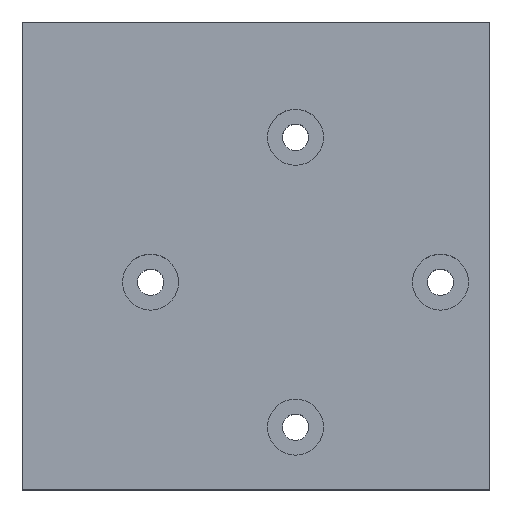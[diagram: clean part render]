
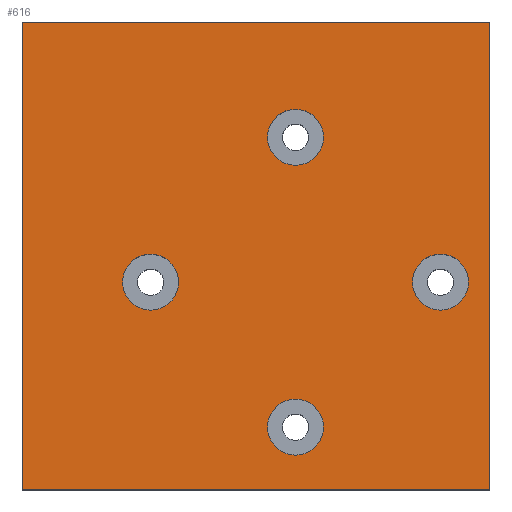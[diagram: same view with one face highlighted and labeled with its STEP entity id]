
A CAD part, top view. The second image highlights one B-rep face of the part: STEP entity #616.
In plain terms, the highlighted planar face has unit normal (0, 0, 1).
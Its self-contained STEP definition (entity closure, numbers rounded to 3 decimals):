
#9 = EDGE_CURVE ( 'NONE', #291, #33, #735, .T. ) ;
#10 = CARTESIAN_POINT ( 'NONE',  ( -44., 0., 50. ) ) ;
#11 = VECTOR ( 'NONE', #262, 1000. ) ;
#17 = LINE ( 'NONE', #714, #514 ) ;
#24 = VERTEX_POINT ( 'NONE', #347 ) ;
#32 = DIRECTION ( 'NONE',  ( 0., 0., 1. ) ) ;
#33 = VERTEX_POINT ( 'NONE', #356 ) ;
#35 = FACE_BOUND ( 'NONE', #278, .T. ) ;
#36 = ORIENTED_EDGE ( 'NONE', *, *, #383, .F. ) ;
#40 = AXIS2_PLACEMENT_3D ( 'NONE', #115, #759, #624 ) ;
#50 = VECTOR ( 'NONE', #366, 1000. ) ;
#59 = EDGE_LOOP ( 'NONE', ( #282, #36 ) ) ;
#60 = CARTESIAN_POINT ( 'NONE',  ( -83., -63., 50. ) ) ;
#61 = CARTESIAN_POINT ( 'NONE',  ( -83., 79., 50. ) ) ;
#71 = DIRECTION ( 'NONE',  ( 0., 1., 0. ) ) ;
#82 = EDGE_LOOP ( 'NONE', ( #810, #176, #172, #659 ) ) ;
#101 = CARTESIAN_POINT ( 'NONE',  ( -52.5, 0., 50. ) ) ;
#115 = CARTESIAN_POINT ( 'NONE',  ( 0., -44., 50. ) ) ;
#117 = VECTOR ( 'NONE', #71, 1000. ) ;
#122 = CARTESIAN_POINT ( 'NONE',  ( -83., -63., 50. ) ) ;
#125 = CARTESIAN_POINT ( 'NONE',  ( -44., 0., 50. ) ) ;
#127 = DIRECTION ( 'NONE',  ( 1., 0., 0. ) ) ;
#133 = DIRECTION ( 'NONE',  ( 0., -1., 0. ) ) ;
#138 = EDGE_CURVE ( 'NONE', #394, #731, #507, .T. ) ;
#140 = EDGE_CURVE ( 'NONE', #584, #720, #513, .T. ) ;
#148 = CARTESIAN_POINT ( 'NONE',  ( 59., 79., 50. ) ) ;
#160 = PLANE ( 'NONE',  #764 ) ;
#171 = CIRCLE ( 'NONE', #405, 8.5 ) ;
#172 = ORIENTED_EDGE ( 'NONE', *, *, #520, .T. ) ;
#176 = ORIENTED_EDGE ( 'NONE', *, *, #138, .T. ) ;
#181 = ORIENTED_EDGE ( 'NONE', *, *, #795, .F. ) ;
#183 = CARTESIAN_POINT ( 'NONE',  ( 44., 0., 50. ) ) ;
#185 = EDGE_CURVE ( 'NONE', #494, #320, #631, .T. ) ;
#195 = CARTESIAN_POINT ( 'NONE',  ( -8.5, -44., 50. ) ) ;
#213 = CARTESIAN_POINT ( 'NONE',  ( -35.5, 0., 50. ) ) ;
#251 = CARTESIAN_POINT ( 'NONE',  ( 35.5, 0., 50. ) ) ;
#255 = DIRECTION ( 'NONE',  ( 0., 0., 1. ) ) ;
#256 = CARTESIAN_POINT ( 'NONE',  ( -8.5, 44., 50. ) ) ;
#258 = EDGE_CURVE ( 'NONE', #320, #394, #17, .T. ) ;
#262 = DIRECTION ( 'NONE',  ( -1., 0., 0. ) ) ;
#272 = CARTESIAN_POINT ( 'NONE',  ( 59., 79., 50. ) ) ;
#273 = AXIS2_PLACEMENT_3D ( 'NONE', #700, #382, #127 ) ;
#274 = ORIENTED_EDGE ( 'NONE', *, *, #431, .F. ) ;
#278 = EDGE_LOOP ( 'NONE', ( #274, #477 ) ) ;
#282 = ORIENTED_EDGE ( 'NONE', *, *, #140, .F. ) ;
#291 = VERTEX_POINT ( 'NONE', #256 ) ;
#293 = DIRECTION ( 'NONE',  ( 1., 0., 0. ) ) ;
#305 = DIRECTION ( 'NONE',  ( 0., 0., 1. ) ) ;
#306 = EDGE_CURVE ( 'NONE', #463, #363, #579, .T. ) ;
#315 = DIRECTION ( 'NONE',  ( 1., 0., 0. ) ) ;
#320 = VERTEX_POINT ( 'NONE', #435 ) ;
#323 = CIRCLE ( 'NONE', #711, 8.5 ) ;
#345 = FACE_OUTER_BOUND ( 'NONE', #82, .T. ) ;
#347 = CARTESIAN_POINT ( 'NONE',  ( 52.5, 0., 50. ) ) ;
#356 = CARTESIAN_POINT ( 'NONE',  ( 8.5, 44., 50. ) ) ;
#357 = CARTESIAN_POINT ( 'NONE',  ( 0., 0., 50. ) ) ;
#363 = VERTEX_POINT ( 'NONE', #195 ) ;
#366 = DIRECTION ( 'NONE',  ( 1., 0., 0. ) ) ;
#375 = DIRECTION ( 'NONE',  ( 0., 0., 1. ) ) ;
#377 = CIRCLE ( 'NONE', #418, 8.5 ) ;
#378 = DIRECTION ( 'NONE',  ( 0., 0., 1. ) ) ;
#382 = DIRECTION ( 'NONE',  ( 0., 0., 1. ) ) ;
#383 = EDGE_CURVE ( 'NONE', #720, #584, #171, .T. ) ;
#392 = CIRCLE ( 'NONE', #580, 8.5 ) ;
#394 = VERTEX_POINT ( 'NONE', #60 ) ;
#395 = EDGE_CURVE ( 'NONE', #746, #24, #323, .T. ) ;
#404 = AXIS2_PLACEMENT_3D ( 'NONE', #547, #417, #673 ) ;
#405 = AXIS2_PLACEMENT_3D ( 'NONE', #10, #378, #744 ) ;
#413 = EDGE_LOOP ( 'NONE', ( #457, #670 ) ) ;
#417 = DIRECTION ( 'NONE',  ( 0., 0., 1. ) ) ;
#418 = AXIS2_PLACEMENT_3D ( 'NONE', #639, #255, #760 ) ;
#424 = CARTESIAN_POINT ( 'NONE',  ( 59., -63., 50. ) ) ;
#431 = EDGE_CURVE ( 'NONE', #24, #746, #377, .T. ) ;
#435 = CARTESIAN_POINT ( 'NONE',  ( -83., 79., 50. ) ) ;
#455 = LINE ( 'NONE', #148, #117 ) ;
#457 = ORIENTED_EDGE ( 'NONE', *, *, #656, .F. ) ;
#463 = VERTEX_POINT ( 'NONE', #560 ) ;
#470 = FACE_BOUND ( 'NONE', #683, .T. ) ;
#477 = ORIENTED_EDGE ( 'NONE', *, *, #395, .F. ) ;
#494 = VERTEX_POINT ( 'NONE', #272 ) ;
#507 = LINE ( 'NONE', #122, #50 ) ;
#513 = CIRCLE ( 'NONE', #620, 8.5 ) ;
#514 = VECTOR ( 'NONE', #133, 1000. ) ;
#520 = EDGE_CURVE ( 'NONE', #731, #494, #455, .T. ) ;
#542 = CIRCLE ( 'NONE', #40, 8.5 ) ;
#547 = CARTESIAN_POINT ( 'NONE',  ( 0., 44., 50. ) ) ;
#560 = CARTESIAN_POINT ( 'NONE',  ( 8.5, -44., 50. ) ) ;
#574 = ORIENTED_EDGE ( 'NONE', *, *, #306, .F. ) ;
#579 = CIRCLE ( 'NONE', #273, 8.5 ) ;
#580 = AXIS2_PLACEMENT_3D ( 'NONE', #728, #789, #785 ) ;
#584 = VERTEX_POINT ( 'NONE', #213 ) ;
#616 = ADVANCED_FACE ( 'NONE', ( #470, #35, #730, #662, #345 ), #160, .T. ) ;
#620 = AXIS2_PLACEMENT_3D ( 'NONE', #125, #375, #808 ) ;
#624 = DIRECTION ( 'NONE',  ( 1., 0., 0. ) ) ;
#631 = LINE ( 'NONE', #61, #11 ) ;
#639 = CARTESIAN_POINT ( 'NONE',  ( 44., 0., 50. ) ) ;
#656 = EDGE_CURVE ( 'NONE', #33, #291, #392, .T. ) ;
#659 = ORIENTED_EDGE ( 'NONE', *, *, #185, .T. ) ;
#662 = FACE_BOUND ( 'NONE', #413, .T. ) ;
#670 = ORIENTED_EDGE ( 'NONE', *, *, #9, .F. ) ;
#673 = DIRECTION ( 'NONE',  ( 1., 0., 0. ) ) ;
#683 = EDGE_LOOP ( 'NONE', ( #574, #181 ) ) ;
#700 = CARTESIAN_POINT ( 'NONE',  ( 0., -44., 50. ) ) ;
#711 = AXIS2_PLACEMENT_3D ( 'NONE', #183, #305, #315 ) ;
#714 = CARTESIAN_POINT ( 'NONE',  ( -83., 79., 50. ) ) ;
#720 = VERTEX_POINT ( 'NONE', #101 ) ;
#728 = CARTESIAN_POINT ( 'NONE',  ( 0., 44., 50. ) ) ;
#730 = FACE_BOUND ( 'NONE', #59, .T. ) ;
#731 = VERTEX_POINT ( 'NONE', #424 ) ;
#735 = CIRCLE ( 'NONE', #404, 8.5 ) ;
#744 = DIRECTION ( 'NONE',  ( 1., 0., 0. ) ) ;
#746 = VERTEX_POINT ( 'NONE', #251 ) ;
#759 = DIRECTION ( 'NONE',  ( 0., 0., 1. ) ) ;
#760 = DIRECTION ( 'NONE',  ( 1., 0., 0. ) ) ;
#764 = AXIS2_PLACEMENT_3D ( 'NONE', #357, #32, #293 ) ;
#785 = DIRECTION ( 'NONE',  ( 1., 0., 0. ) ) ;
#789 = DIRECTION ( 'NONE',  ( 0., 0., 1. ) ) ;
#795 = EDGE_CURVE ( 'NONE', #363, #463, #542, .T. ) ;
#808 = DIRECTION ( 'NONE',  ( 1., 0., 0. ) ) ;
#810 = ORIENTED_EDGE ( 'NONE', *, *, #258, .T. ) ;
